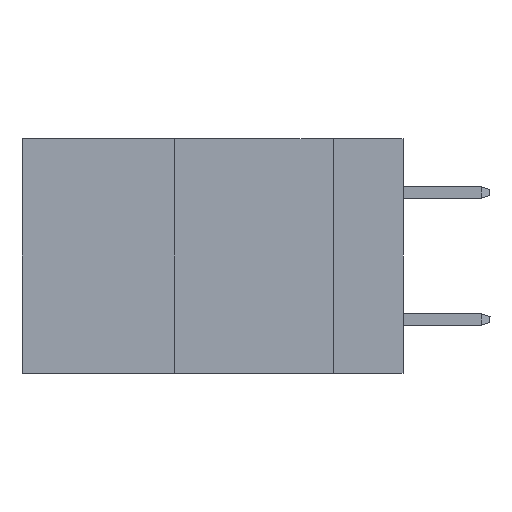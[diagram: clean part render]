
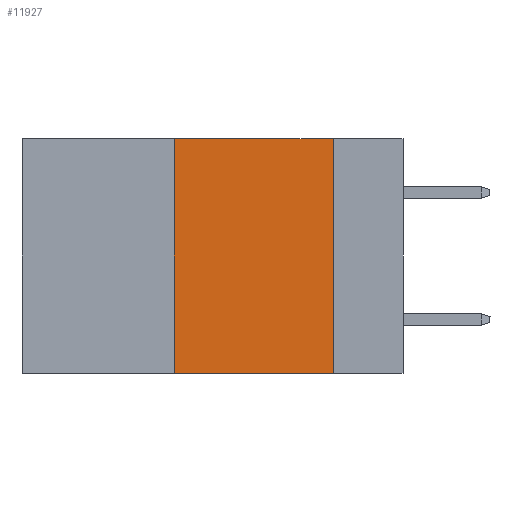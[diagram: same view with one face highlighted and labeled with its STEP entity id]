
A CAD part, left-side view. The second image highlights one B-rep face of the part: STEP entity #11927.
In plain terms, the highlighted planar face has unit normal (-1, 0, 0).
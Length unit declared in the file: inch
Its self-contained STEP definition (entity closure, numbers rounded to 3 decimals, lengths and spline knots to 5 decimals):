
#95 = AXIS2_PLACEMENT_3D ( 'NONE', #172, #10841, #6722 ) ;
#172 = CARTESIAN_POINT ( 'NONE',  ( 0., 0.6, 0. ) ) ;
#272 = LINE ( 'NONE', #4494, #6851 ) ;
#863 = CARTESIAN_POINT ( 'NONE',  ( 0., 0.36, 0. ) ) ;
#1152 = ORIENTED_EDGE ( 'NONE', *, *, #6966, .T. ) ;
#1230 = CARTESIAN_POINT ( 'NONE',  ( 0., 0.11, 0. ) ) ;
#1675 = VERTEX_POINT ( 'NONE', #1230 ) ;
#2188 = LINE ( 'NONE', #6363, #11607 ) ;
#2956 = VERTEX_POINT ( 'NONE', #3022 ) ;
#3022 = CARTESIAN_POINT ( 'NONE',  ( 0., 0.11, -0.37 ) ) ;
#3354 = EDGE_CURVE ( 'NONE', #4750, #1675, #272, .T. ) ;
#3496 = PLANE ( 'NONE',  #95 ) ;
#3826 = CARTESIAN_POINT ( 'NONE',  ( 0., 0.6, -0.37 ) ) ;
#4494 = CARTESIAN_POINT ( 'NONE',  ( 0., 0.6, 0. ) ) ;
#4750 = VERTEX_POINT ( 'NONE', #863 ) ;
#5328 = DIRECTION ( 'NONE',  ( 0., 0., 1. ) ) ;
#5339 = ORIENTED_EDGE ( 'NONE', *, *, #11226, .F. ) ;
#6219 = DIRECTION ( 'NONE',  ( 0., 0., -1. ) ) ;
#6363 = CARTESIAN_POINT ( 'NONE',  ( 0., 0.36, 0. ) ) ;
#6462 = ORIENTED_EDGE ( 'NONE', *, *, #10910, .F. ) ;
#6472 = ORIENTED_EDGE ( 'NONE', *, *, #3354, .F. ) ;
#6722 = DIRECTION ( 'NONE',  ( 0., 0., -1. ) ) ;
#6851 = VECTOR ( 'NONE', #8844, 39.37008 ) ;
#6966 = EDGE_CURVE ( 'NONE', #8746, #2956, #10263, .T. ) ;
#7191 = CARTESIAN_POINT ( 'NONE',  ( 0., 0.11, 0. ) ) ;
#7244 = VECTOR ( 'NONE', #10112, 39.37008 ) ;
#8186 = LINE ( 'NONE', #7191, #12693 ) ;
#8568 = CARTESIAN_POINT ( 'NONE',  ( 0., 0.36, -0.37 ) ) ;
#8746 = VERTEX_POINT ( 'NONE', #8568 ) ;
#8844 = DIRECTION ( 'NONE',  ( 0., -1., 0. ) ) ;
#10112 = DIRECTION ( 'NONE',  ( 0., -1., 0. ) ) ;
#10263 = LINE ( 'NONE', #3826, #7244 ) ;
#10841 = DIRECTION ( 'NONE',  ( 1., 0., 0. ) ) ;
#10910 = EDGE_CURVE ( 'NONE', #8746, #4750, #2188, .T. ) ;
#11226 = EDGE_CURVE ( 'NONE', #1675, #2956, #8186, .T. ) ;
#11607 = VECTOR ( 'NONE', #5328, 39.37008 ) ;
#11905 = EDGE_LOOP ( 'NONE', ( #5339, #6472, #6462, #1152 ) ) ;
#11927 = ADVANCED_FACE ( 'NONE', ( #12832 ), #3496, .F. ) ;
#12693 = VECTOR ( 'NONE', #6219, 39.37008 ) ;
#12832 = FACE_OUTER_BOUND ( 'NONE', #11905, .T. ) ;
